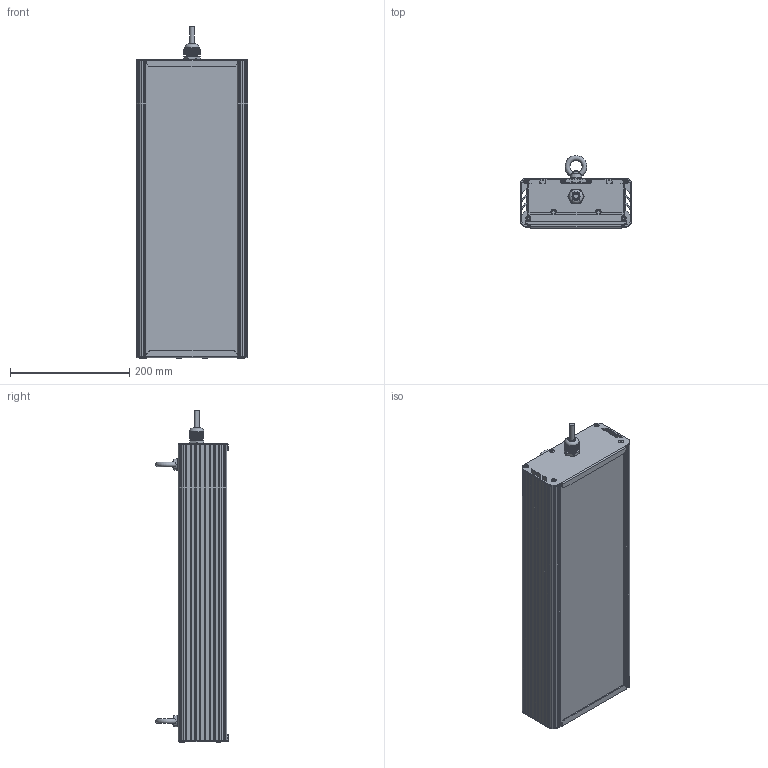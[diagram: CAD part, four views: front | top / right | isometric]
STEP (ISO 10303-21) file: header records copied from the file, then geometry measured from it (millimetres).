
FILE_DESCRIPTION(('STEP AP214'), '1');
FILE_NAME('001.0079.22.000 - ÃÑÏ-Ýêñòðà-100', '2023-10-20T02:39:22', ('Ëóêîíèí'), ('ÎÊÁ Ñâîé Ñòèëü'), 'C3D Converter', 'C3D Toolkit', '');
FILE_SCHEMA(('AUTOMOTIVE_DESIGN { 1 0 10303 214 3 1 1}'));
Length unit declared in the file: millimetre
Products named in the file (25): 001.0079.22.000; 001.0065.02.000
Assembly tree (56 placements, depth 4):
  001.0079.22.000
    (unnamed)
      (unnamed)
      (unnamed)
      (unnamed)
      (unnamed)  x6
      (unnamed)  x6
      (unnamed)
      (unnamed)
      (unnamed)
      (unnamed)
        (unnamed)
      (unnamed)  x10
        (unnamed)
        (unnamed)
        (unnamed)
        (unnamed)
        (unnamed)
        (unnamed)
        (unnamed)
        (unnamed)
        (unnamed)
    001.0065.02.000  x2
      (unnamed)
      (unnamed)
Bounding box: 187.37 x 121.62 x 556.43 mm (x, y, z)
Volume: 1511950.7 mm3; surface area: 1176423.9 mm2
Topology: 344 solids, 344 shells, 4100 faces, 10069 edges, 6761 vertices
Faces by surface type: plane 2768, cylinder 1152, cone 112, bspline 45, torus 13, sphere 10
Full cylindrical faces by diameter (mm): 1 x10, 2 x20, 2.5 x40, 2.8 x250, 3.2 x10, 3.5 x50, 4 x12, 6 x2, 8 x12, 12 x1, 12.5 x1, 16 x1, 18.5 x3, 20 x1, 23.5 x1
Entity records: 82465 total; most frequent: CARTESIAN_POINT 39086, ORIENTED_EDGE 8468, DIRECTION 7618, EDGE_CURVE 4234, VERTEX_POINT 2914, LINE 2540, VECTOR 2540, AXIS2_PLACEMENT_3D 2539
